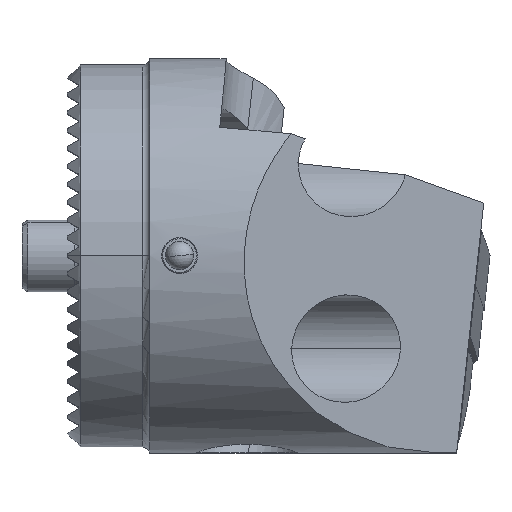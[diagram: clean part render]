
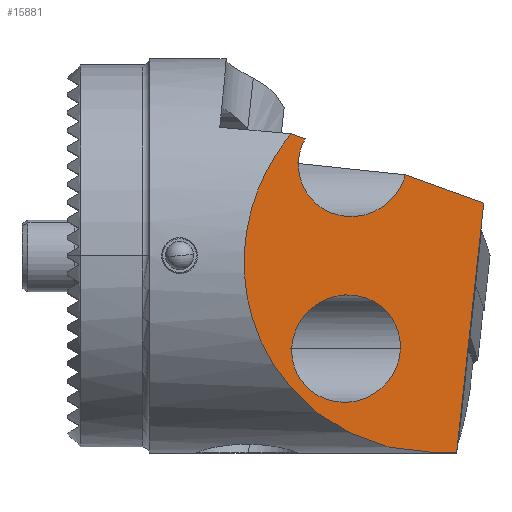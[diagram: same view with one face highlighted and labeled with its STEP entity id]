
A CAD part, top view. The second image highlights one B-rep face of the part: STEP entity #15881.
In plain terms, the highlighted planar face has unit normal (0.703, -0.025, 0.711).
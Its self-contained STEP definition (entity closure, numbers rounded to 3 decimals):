
#24 = EDGE_CURVE ( 'NONE', #10918, #7503, #12002, .T. ) ;
#85 =( BOUNDED_CURVE ( )  B_SPLINE_CURVE ( 3, ( #20378, #7564, #13971, #4455 ),
 .UNSPECIFIED., .F., .F. ) 
 B_SPLINE_CURVE_WITH_KNOTS ( ( 4, 4 ),
 ( 6.248, 9.389 ),
 .UNSPECIFIED. ) 
 CURVE ( )  GEOMETRIC_REPRESENTATION_ITEM ( )  RATIONAL_B_SPLINE_CURVE ( ( 1., 0.333, 0.333, 1. ) ) 
 REPRESENTATION_ITEM ( '' )  );
#230 = DIRECTION ( 'NONE',  ( -0.703, 0.025, -0.711 ) ) ;
#259 = VERTEX_POINT ( 'NONE', #3242 ) ;
#596 = CARTESIAN_POINT ( 'NONE',  ( 26.019, -0.356, 5. ) ) ;
#973 = EDGE_CURVE ( 'NONE', #7283, #11672, #17927, .T. ) ;
#1654 = VERTEX_POINT ( 'NONE', #11395 ) ;
#1725 = CARTESIAN_POINT ( 'NONE',  ( 20.472, 9.45, 10.839 ) ) ;
#2075 = VERTEX_POINT ( 'NONE', #3180 ) ;
#2322 = CARTESIAN_POINT ( 'NONE',  ( 30.494, -32.308, -0.567 ) ) ;
#2728 = CARTESIAN_POINT ( 'NONE',  ( 14.476, -16.5, 15.849 ) ) ;
#3046 = ORIENTED_EDGE ( 'NONE', *, *, #3322, .F. ) ;
#3133 =( BOUNDED_CURVE ( )  B_SPLINE_CURVE ( 3, ( #11387, #17779, #9921, #16267 ),
 .UNSPECIFIED., .F., .F. ) 
 B_SPLINE_CURVE_WITH_KNOTS ( ( 4, 4 ),
 ( 2.641, 3.106 ),
 .UNSPECIFIED. ) 
 CURVE ( )  GEOMETRIC_REPRESENTATION_ITEM ( )  RATIONAL_B_SPLINE_CURVE ( ( 1., 0.982, 0.982, 1. ) ) 
 REPRESENTATION_ITEM ( '' )  );
#3180 = CARTESIAN_POINT ( 'NONE',  ( 18.957, 7.778, 12.278 ) ) ;
#3242 = CARTESIAN_POINT ( 'NONE',  ( 34.474, 4.434, -3.198 ) ) ;
#3322 = EDGE_CURVE ( 'NONE', #11672, #7503, #4946, .T. ) ;
#3366 = EDGE_LOOP ( 'NONE', ( #5996, #3926 ) ) ;
#3926 = ORIENTED_EDGE ( 'NONE', *, *, #19742, .F. ) ;
#4380 = ORIENTED_EDGE ( 'NONE', *, *, #13243, .F. ) ;
#4455 = CARTESIAN_POINT ( 'NONE',  ( 18.398, -7.778, 12.278 ) ) ;
#4905 = CARTESIAN_POINT ( 'NONE',  ( 5.164, 15.248, 26.195 ) ) ;
#4946 =( BOUNDED_CURVE ( )  B_SPLINE_CURVE ( 3, ( #18644, #2728, #17067, #9157 ),
 .UNSPECIFIED., .F., .F. ) 
 B_SPLINE_CURVE_WITH_KNOTS ( ( 4, 4 ),
 ( 1.606, 3.844 ),
 .UNSPECIFIED. ) 
 CURVE ( )  GEOMETRIC_REPRESENTATION_ITEM ( )  RATIONAL_B_SPLINE_CURVE ( ( 1., 0.624, 0.624, 1. ) ) 
 REPRESENTATION_ITEM ( '' )  );
#5061 = EDGE_CURVE ( 'NONE', #2075, #7533, #12947, .T. ) ;
#5094 = ORIENTED_EDGE ( 'NONE', *, *, #9004, .T. ) ;
#5996 = ORIENTED_EDGE ( 'NONE', *, *, #18389, .F. ) ;
#6467 = LINE ( 'NONE', #1725, #19362 ) ;
#6473 = CARTESIAN_POINT ( 'NONE',  ( 18.398, -7.778, 12.278 ) ) ;
#7283 = VERTEX_POINT ( 'NONE', #15732 ) ;
#7503 = VERTEX_POINT ( 'NONE', #11601 ) ;
#7533 = VERTEX_POINT ( 'NONE', #10133 ) ;
#7564 = CARTESIAN_POINT ( 'NONE',  ( 27.815, 1.222, 3.278 ) ) ;
#7951 = CARTESIAN_POINT ( 'NONE',  ( 19.512, 9.794, 11.801 ) ) ;
#8044 = CARTESIAN_POINT ( 'NONE',  ( 27.492, -7.778, 3.278 ) ) ;
#8545 = LINE ( 'NONE', #2322, #17748 ) ;
#8663 = CARTESIAN_POINT ( 'NONE',  ( 27.904, 6.788, 3.389 ) ) ;
#8730 = CARTESIAN_POINT ( 'NONE',  ( 18.694, 0.455, 12.278 ) ) ;
#9004 = EDGE_CURVE ( 'NONE', #259, #7533, #6467, .T. ) ;
#9157 = CARTESIAN_POINT ( 'NONE',  ( 18.354, 10.209, 12.962 ) ) ;
#9548 = ORIENTED_EDGE ( 'NONE', *, *, #973, .F. ) ;
#9572 = CARTESIAN_POINT ( 'NONE',  ( 18.074, -16.778, 12.278 ) ) ;
#9921 = CARTESIAN_POINT ( 'NONE',  ( 18.983, 8.481, 12.278 ) ) ;
#9989 =( BOUNDED_CURVE ( )  B_SPLINE_CURVE ( 3, ( #14192, #9572, #17496, #8044 ),
 .UNSPECIFIED., .F., .F. ) 
 B_SPLINE_CURVE_WITH_KNOTS ( ( 4, 4 ),
 ( 3.106, 6.248 ),
 .UNSPECIFIED. ) 
 CURVE ( )  GEOMETRIC_REPRESENTATION_ITEM ( )  RATIONAL_B_SPLINE_CURVE ( ( 1., 0.333, 0.333, 1. ) ) 
 REPRESENTATION_ITEM ( '' )  );
#10133 = CARTESIAN_POINT ( 'NONE',  ( 27.904, 6.788, 3.389 ) ) ;
#10256 = CARTESIAN_POINT ( 'NONE',  ( 30.49, -16.5, 0. ) ) ;
#10918 = VERTEX_POINT ( 'NONE', #7951 ) ;
#11387 = CARTESIAN_POINT ( 'NONE',  ( 19.512, 9.794, 11.801 ) ) ;
#11395 = CARTESIAN_POINT ( 'NONE',  ( 27.492, -7.778, 3.278 ) ) ;
#11462 = CARTESIAN_POINT ( 'NONE',  ( 20.472, 9.45, 10.839 ) ) ;
#11523 = EDGE_CURVE ( 'NONE', #10918, #2075, #3133, .T. ) ;
#11601 = CARTESIAN_POINT ( 'NONE',  ( 18.354, 10.209, 12.962 ) ) ;
#11672 = VERTEX_POINT ( 'NONE', #10256 ) ;
#12002 = LINE ( 'NONE', #11462, #20192 ) ;
#12041 = ORIENTED_EDGE ( 'NONE', *, *, #11523, .F. ) ;
#12314 = FACE_BOUND ( 'NONE', #3366, .T. ) ;
#12808 = PLANE ( 'NONE',  #17840 ) ;
#12878 = EDGE_LOOP ( 'NONE', ( #3046, #9548, #4380, #5094, #13098, #12041, #13399 ) ) ;
#12947 =( BOUNDED_CURVE ( )  B_SPLINE_CURVE ( 3, ( #16641, #8730, #596, #8663 ),
 .UNSPECIFIED., .F., .F. ) 
 B_SPLINE_CURVE_WITH_KNOTS ( ( 4, 4 ),
 ( 3.106, 6.026 ),
 .UNSPECIFIED. ) 
 CURVE ( )  GEOMETRIC_REPRESENTATION_ITEM ( )  RATIONAL_B_SPLINE_CURVE ( ( 1., 0.407, 0.407, 1. ) ) 
 REPRESENTATION_ITEM ( '' )  );
#13098 = ORIENTED_EDGE ( 'NONE', *, *, #5061, .F. ) ;
#13210 = DIRECTION ( 'NONE',  ( -0.685, 0.245, 0.686 ) ) ;
#13230 = CARTESIAN_POINT ( 'NONE',  ( 4.599, -16.5, 25.624 ) ) ;
#13243 = EDGE_CURVE ( 'NONE', #259, #7283, #8545, .T. ) ;
#13399 = ORIENTED_EDGE ( 'NONE', *, *, #24, .T. ) ;
#13411 = DIRECTION ( 'NONE',  ( -0.107, -0.992, 0.071 ) ) ;
#13971 = CARTESIAN_POINT ( 'NONE',  ( 18.721, 1.222, 12.278 ) ) ;
#14192 = CARTESIAN_POINT ( 'NONE',  ( 18.398, -7.778, 12.278 ) ) ;
#15732 = CARTESIAN_POINT ( 'NONE',  ( 32.207, -16.5, -1.699 ) ) ;
#15881 = ADVANCED_FACE ( 'NONE', ( #12314, #19501 ), #12808, .F. ) ;
#16155 = DIRECTION ( 'NONE',  ( -0.711, 0., 0.703 ) ) ;
#16166 = DIRECTION ( 'NONE',  ( -0.711, 0., 0.703 ) ) ;
#16267 = CARTESIAN_POINT ( 'NONE',  ( 18.957, 7.778, 12.278 ) ) ;
#16641 = CARTESIAN_POINT ( 'NONE',  ( 18.957, 7.778, 12.278 ) ) ;
#17067 = CARTESIAN_POINT ( 'NONE',  ( 7.997, -2.241, 22.769 ) ) ;
#17496 = CARTESIAN_POINT ( 'NONE',  ( 27.168, -16.778, 3.278 ) ) ;
#17748 = VECTOR ( 'NONE', #13411, 1000. ) ;
#17779 = CARTESIAN_POINT ( 'NONE',  ( 19.171, 9.166, 12.116 ) ) ;
#17840 = AXIS2_PLACEMENT_3D ( 'NONE', #4905, #230, #16155 ) ;
#17927 = LINE ( 'NONE', #13230, #18419 ) ;
#18389 = EDGE_CURVE ( 'NONE', #1654, #19288, #85, .T. ) ;
#18419 = VECTOR ( 'NONE', #16166, 1000. ) ;
#18644 = CARTESIAN_POINT ( 'NONE',  ( 30.49, -16.5, 0. ) ) ;
#19198 = DIRECTION ( 'NONE',  ( -0.685, 0.245, 0.686 ) ) ;
#19288 = VERTEX_POINT ( 'NONE', #6473 ) ;
#19362 = VECTOR ( 'NONE', #19198, 1000. ) ;
#19501 = FACE_OUTER_BOUND ( 'NONE', #12878, .T. ) ;
#19742 = EDGE_CURVE ( 'NONE', #19288, #1654, #9989, .T. ) ;
#20192 = VECTOR ( 'NONE', #13210, 1000. ) ;
#20378 = CARTESIAN_POINT ( 'NONE',  ( 27.492, -7.778, 3.278 ) ) ;
